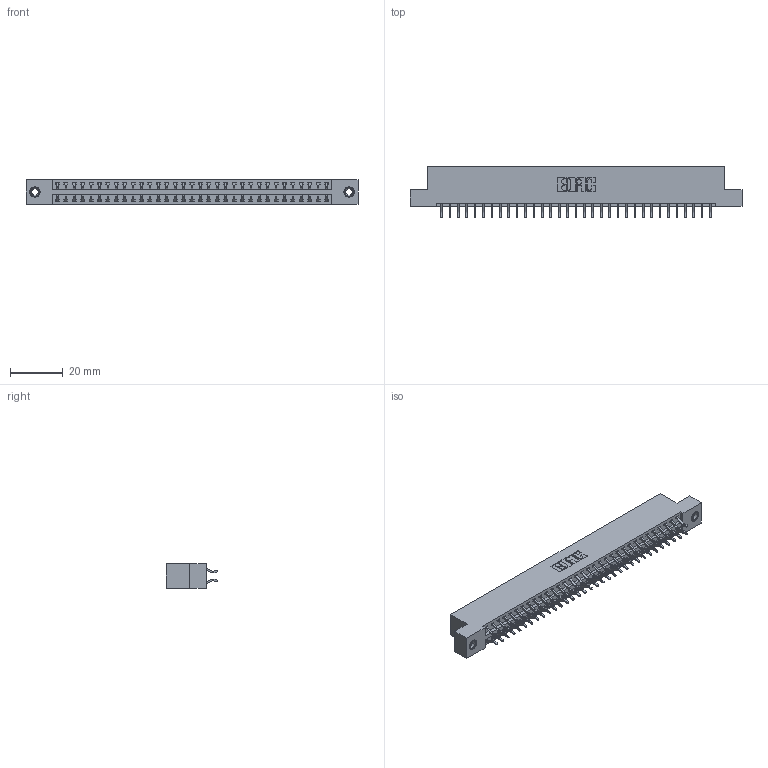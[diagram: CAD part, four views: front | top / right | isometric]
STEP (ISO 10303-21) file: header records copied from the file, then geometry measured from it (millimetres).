
FILE_DESCRIPTION (( 'STEP AP203' ), '1' );
FILE_NAME ('396-066-556-207.STEP', '2019-10-30T18:29:14', ( '' ), ( '' ), 'SwSTEP 2.0', 'SolidWorks 2016', '' );
FILE_SCHEMA (( 'CONFIG_CONTROL_DESIGN' ));
Length unit declared in the file: inch
Products named in the file (4): 346 Part_Flush Mounting Lugs - 0.156 Dia-TI; 345-292-001_556 Tail; 396-066-556-207; 345-250-001_345-250-005-103
Assembly tree (69 placements, depth 2):
  396-066-556-207
    346 Part_Flush Mounting Lugs - 0.156 Dia-TI
    345-292-001_556 Tail  x66
    345-250-001_345-250-005-103  x2
Bounding box: 125.35 x 19.57 x 9.4 mm (x, y, z)
Volume: 12137.1 mm3; surface area: 16514.2 mm2
Topology: 69 solids, 69 shells, 4010 faces, 11883 edges, 7826 vertices
Faces by surface type: plane 2682, cylinder 1312, cone 12, torus 4
Entity records: 24154 total; most frequent: CARTESIAN_POINT 3991, ORIENTED_EDGE 3906, DIRECTION 3583, EDGE_CURVE 1953, VECTOR 1661, LINE 1661, VERTEX_POINT 1296, AXIS2_PLACEMENT_3D 961
